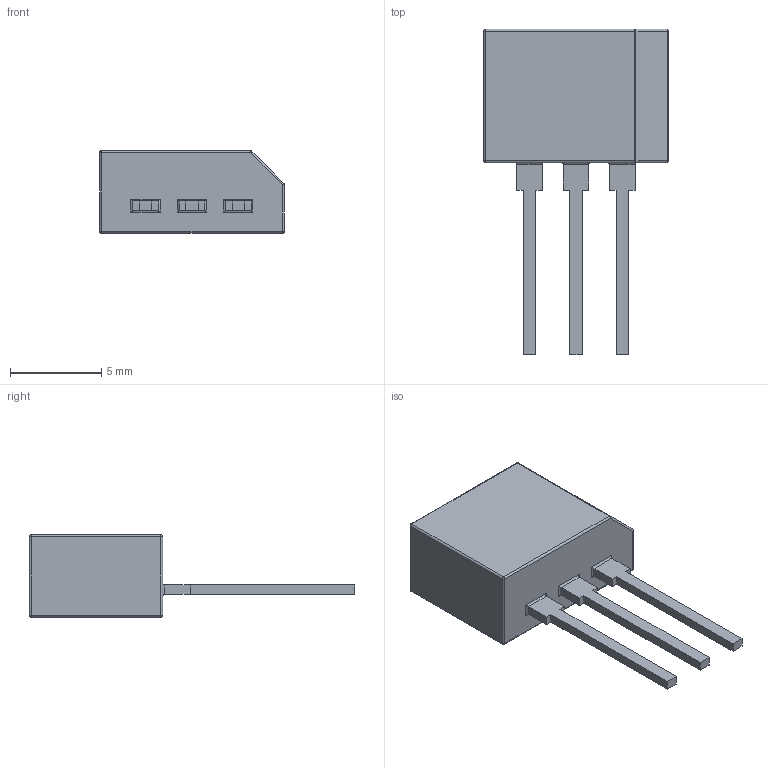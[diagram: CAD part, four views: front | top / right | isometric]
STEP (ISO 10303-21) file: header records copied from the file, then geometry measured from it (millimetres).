
FILE_DESCRIPTION (( 'STEP AP214' ), '1' );
FILE_NAME ('User Library-TO-202.STEP', '2014-10-24T14:37:36', ( 'Windows User' ), ( '' ), 'SwSTEP 2.0', 'SolidWorks 2014', '' );
FILE_SCHEMA (( 'AUTOMOTIVE_DESIGN' ));
Length unit declared in the file: millimetre
Products named in the file (1): User Library-TO-202
Bounding box: 10.1 x 17.81 x 4.5 mm (x, y, z)
Volume: 332.6 mm3; surface area: 371.5 mm2
Topology: 1 solids, 1 shells, 71 faces, 166 edges, 90 vertices
Faces by surface type: plane 34, cylinder 27, sphere 10
Entity records: 2402 total; most frequent: CARTESIAN_POINT 354, DIRECTION 318, ORIENTED_EDGE 312, EDGE_CURVE 156, VECTOR 114, LINE 114, AXIS2_PLACEMENT_3D 102, VERTEX_POINT 90
